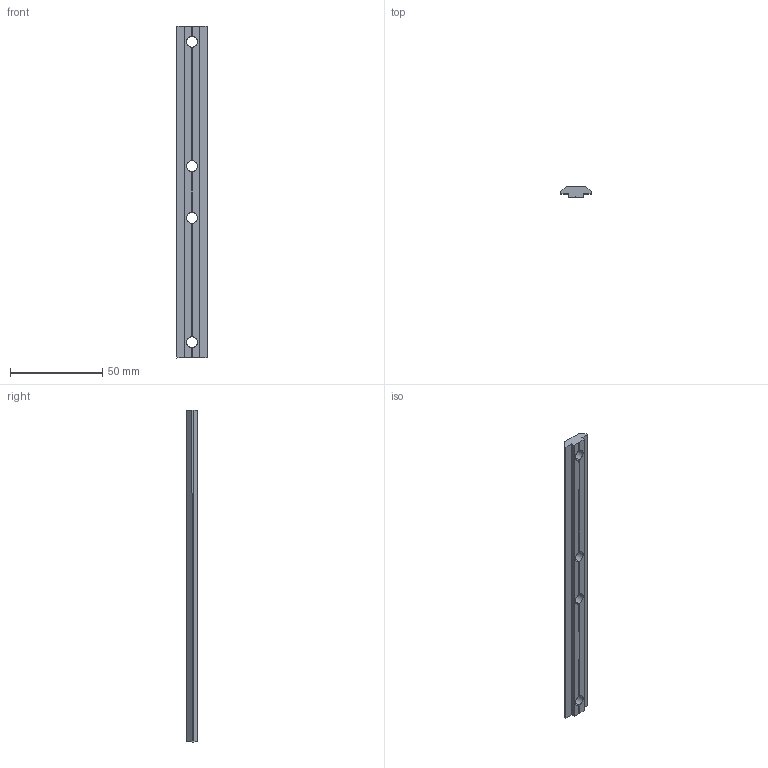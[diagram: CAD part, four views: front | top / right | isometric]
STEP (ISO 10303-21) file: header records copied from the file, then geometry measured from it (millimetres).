
FILE_DESCRIPTION(('STEP AP214'),'1');
FILE_NAME('cctmp_F9F9D399-DEF8-4936-B6AE-175FF4843899_2020_1_10_10_0_0_66..stp','2020-01-10T09:00:00',('Bosch Rexroth AG'),('CADClick - www.CADClick.com'),'Spatial InterOp 3D',' ','unknown authorization - (Healing Option Enabled)');
FILE_SCHEMA(('AUTOMOTIVE_DESIGN'));
Length unit declared in the file: millimetre
Products named in the file (1): 2020_01_10__10-00-00-066
Bounding box: 16.5 x 6 x 180 mm (x, y, z)
Volume: 12455.2 mm3; surface area: 7865 mm2
Topology: 1 solids, 1 shells, 31 faces, 91 edges, 58 vertices
Faces by surface type: plane 23, cylinder 8
Entity records: 1353 total; most frequent: CARTESIAN_POINT 261, ORIENTED_EDGE 182, DIRECTION 155, EDGE_CURVE 91, LINE 59, VECTOR 59, VERTEX_POINT 58, AXIS2_PLACEMENT_3D 48
